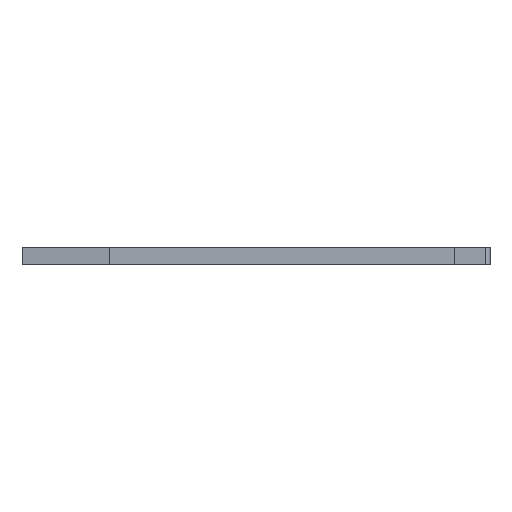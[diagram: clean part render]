
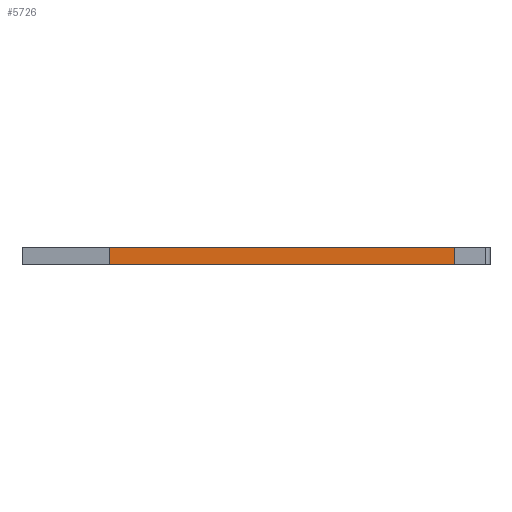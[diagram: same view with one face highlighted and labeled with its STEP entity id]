
A CAD part, left-side view. The second image highlights one B-rep face of the part: STEP entity #5726.
In plain terms, the highlighted planar face has unit normal (-1, 0, 0).
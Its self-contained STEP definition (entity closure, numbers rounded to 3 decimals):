
#345=PLANE('',#6157);
#649=FACE_OUTER_BOUND('',#978,.T.);
#978=EDGE_LOOP('',(#5325,#5326,#5327,#5328));
#1438=LINE('',#9565,#2009);
#1472=LINE('',#9660,#2043);
#1549=LINE('',#9859,#2120);
#1550=LINE('',#9861,#2121);
#2009=VECTOR('',#7275,39.4);
#2043=VECTOR('',#7363,39.4);
#2120=VECTOR('',#7580,2.);
#2121=VECTOR('',#7583,2.);
#2760=VERTEX_POINT('',#9562);
#2761=VERTEX_POINT('',#9564);
#2794=VERTEX_POINT('',#9657);
#2795=VERTEX_POINT('',#9659);
#3528=EDGE_CURVE('',#2761,#2760,#1438,.T.);
#3576=EDGE_CURVE('',#2794,#2795,#1472,.T.);
#3675=EDGE_CURVE('',#2760,#2795,#1549,.T.);
#3676=EDGE_CURVE('',#2761,#2794,#1550,.T.);
#5325=ORIENTED_EDGE('',*,*,#3528,.T.);
#5326=ORIENTED_EDGE('',*,*,#3675,.T.);
#5327=ORIENTED_EDGE('',*,*,#3576,.F.);
#5328=ORIENTED_EDGE('',*,*,#3676,.F.);
#5726=ADVANCED_FACE('',(#649),#345,.T.);
#6157=AXIS2_PLACEMENT_3D('',#9860,#7581,#7582);
#7275=DIRECTION('',(0.,-1.,0.));
#7363=DIRECTION('',(0.,-1.,0.));
#7580=DIRECTION('',(0.,0.,1.));
#7581=DIRECTION('center_axis',(-1.,0.,0.));
#7582=DIRECTION('ref_axis',(0.,-1.,0.));
#7583=DIRECTION('',(0.,0.,1.));
#9562=CARTESIAN_POINT('',(-38.,-22.7,0.));
#9564=CARTESIAN_POINT('',(-38.,16.7,0.));
#9565=CARTESIAN_POINT('',(-38.,16.7,0.));
#9657=CARTESIAN_POINT('',(-38.,16.7,2.));
#9659=CARTESIAN_POINT('',(-38.,-22.7,2.));
#9660=CARTESIAN_POINT('',(-38.,16.7,2.));
#9859=CARTESIAN_POINT('',(-38.,-22.7,0.));
#9860=CARTESIAN_POINT('Origin',(-38.,16.7,0.));
#9861=CARTESIAN_POINT('',(-38.,16.7,0.));
